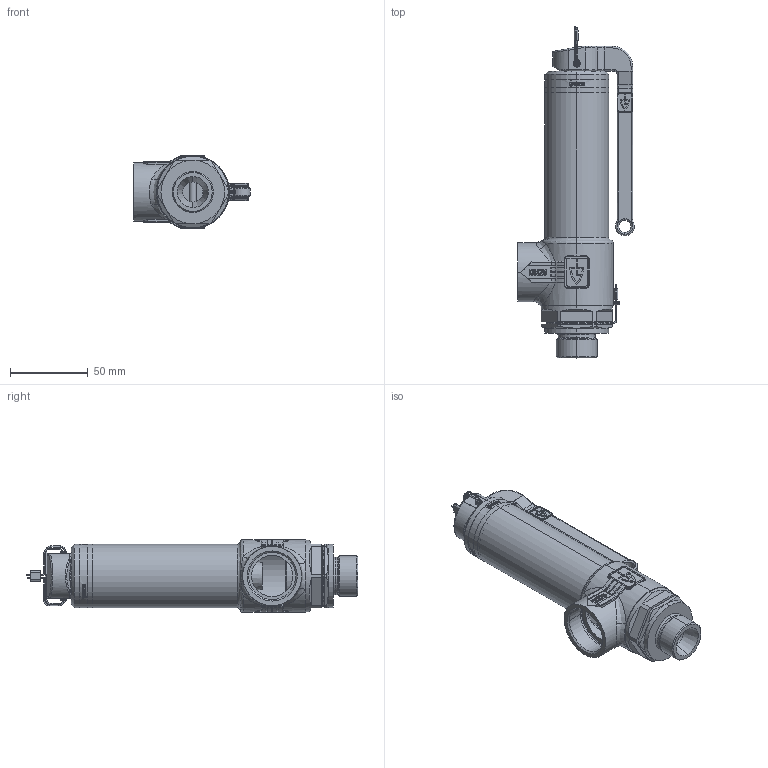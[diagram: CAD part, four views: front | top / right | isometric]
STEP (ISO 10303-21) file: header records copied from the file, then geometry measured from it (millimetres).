
FILE_DESCRIPTION (( 'STEP AP214' ), '1' );
FILE_NAME ('2400sGFL-25-m+f-20+25.STEP', '2016-02-29T07:49:32', ( '' ), ( '' ), 'SwSTEP 2.0', 'SolidWorks 2014', '' );
FILE_SCHEMA (( 'AUTOMOTIVE_DESIGN' ));
Length unit declared in the file: millimetre
Products named in the file (1): 2400sGFL-25-m+f-20+25
Bounding box: 75 x 213.93 x 47.2 mm (x, y, z)
Volume: 137424.5 mm3; surface area: 71784.3 mm2
Topology: 10 solids, 10 shells, 1016 faces, 2921 edges, 2023 vertices
Faces by surface type: cylinder 382, plane 366, torus 122, bspline 106, cone 36, sphere 4
Entity records: 52144 total; most frequent: CARTESIAN_POINT 14051, ORIENTED_EDGE 5822, DIRECTION 5452, EDGE_CURVE 2911, AXIS2_PLACEMENT_3D 2034, VERTEX_POINT 2023, LINE 1384, VECTOR 1384
